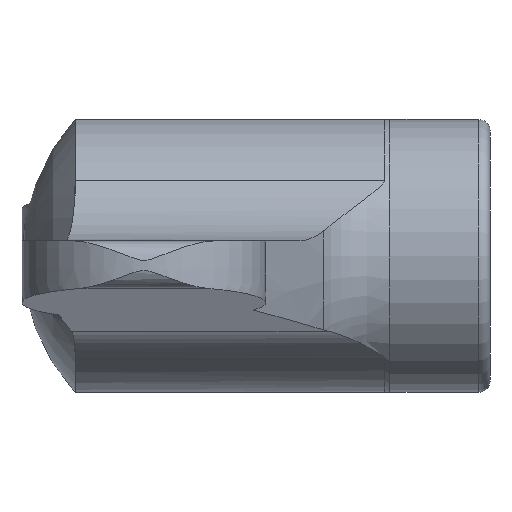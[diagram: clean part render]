
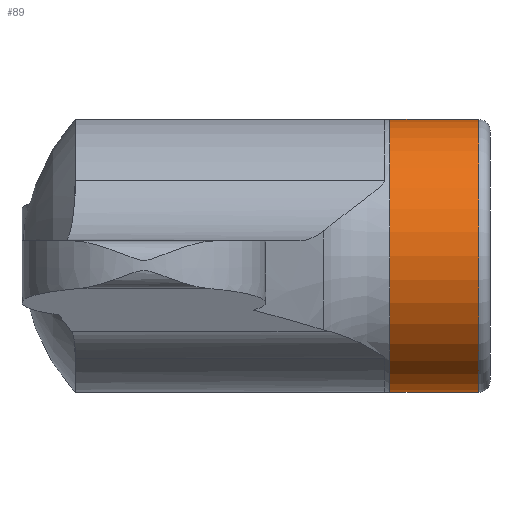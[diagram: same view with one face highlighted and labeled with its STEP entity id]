
A CAD part, left-side view. The second image highlights one B-rep face of the part: STEP entity #89.
In plain terms, the highlighted cylindrical face has radius 7 mm (diameter 14 mm), a full revolution.
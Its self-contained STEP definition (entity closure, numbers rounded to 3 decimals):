
#89 = ADVANCED_FACE( '', ( #185, #186 ), #187, .T. );
#185 = FACE_OUTER_BOUND( '', #282, .T. );
#186 = FACE_OUTER_BOUND( '', #283, .T. );
#187 = CYLINDRICAL_SURFACE( '', #284, 7. );
#282 = EDGE_LOOP( '', ( #469 ) );
#283 = EDGE_LOOP( '', ( #470 ) );
#284 = AXIS2_PLACEMENT_3D( '', #471, #472, #473 );
#469 = ORIENTED_EDGE( '', *, *, #590, .F. );
#470 = ORIENTED_EDGE( '', *, *, #610, .T. );
#471 = CARTESIAN_POINT( '', ( 0., 0., 0. ) );
#472 = DIRECTION( '', ( 0., 1., 0. ) );
#473 = DIRECTION( '', ( 0., 0., -1. ) );
#590 = EDGE_CURVE( '', #707, #707, #708, .T. );
#610 = EDGE_CURVE( '', #735, #735, #736, .T. );
#707 = VERTEX_POINT( '', #1145 );
#708 = CIRCLE( '', #1146, 7. );
#735 = VERTEX_POINT( '', #1220 );
#736 = CIRCLE( '', #1221, 7. );
#1145 = CARTESIAN_POINT( '', ( 0., 0.575, -7. ) );
#1146 = AXIS2_PLACEMENT_3D( '', #1344, #1345, #1346 );
#1220 = CARTESIAN_POINT( '', ( 0., 5.138, -7. ) );
#1221 = AXIS2_PLACEMENT_3D( '', #1357, #1358, #1359 );
#1344 = CARTESIAN_POINT( '', ( 0., 0.575, 0. ) );
#1345 = DIRECTION( '', ( 0., -1., 0. ) );
#1346 = DIRECTION( '', ( 0., 0., -1. ) );
#1357 = CARTESIAN_POINT( '', ( 0., 5.138, 0. ) );
#1358 = DIRECTION( '', ( 0., -1., 0. ) );
#1359 = DIRECTION( '', ( 0., 0., -1. ) );
